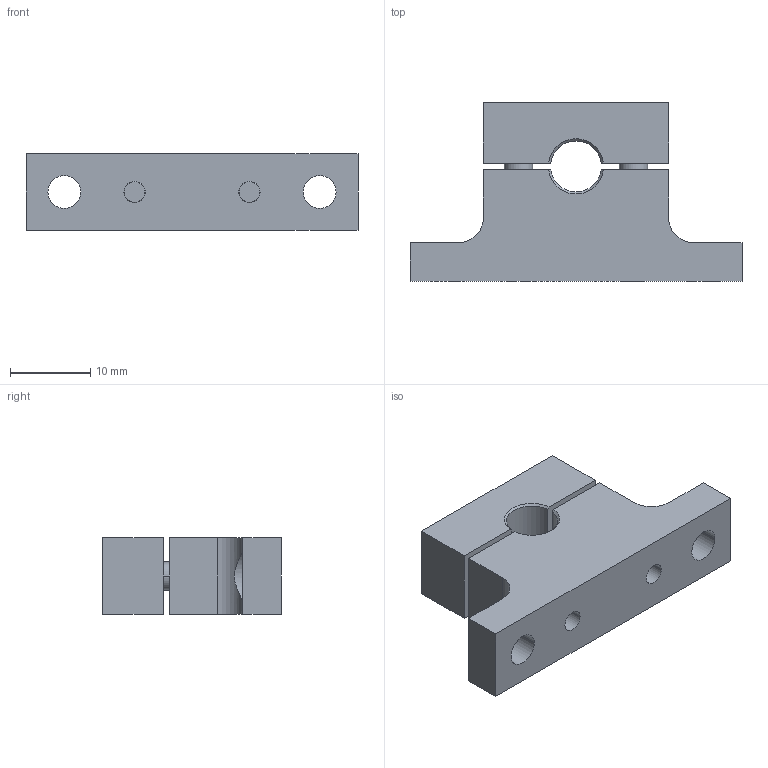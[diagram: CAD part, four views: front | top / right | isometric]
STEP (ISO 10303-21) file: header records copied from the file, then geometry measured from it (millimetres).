
FILE_DESCRIPTION (( 'STEP AP214' ), '1' );
FILE_NAME ('TMSSL-04.step', '2017-08-09T17:56:23', ( '' ), ( '' ), 'SwSTEP 2.0', 'SolidWorks 2017', '' );
FILE_SCHEMA (( 'AUTOMOTIVE_DESIGN' ));
Length unit declared in the file: inch
Products named in the file (1): TMSSL-04
Bounding box: 41.27 x 22.19 x 9.53 mm (x, y, z)
Volume: 5016.4 mm3; surface area: 3752.4 mm2
Topology: 4 solids, 4 shells, 93 faces, 239 edges, 156 vertices
Faces by surface type: plane 38, cylinder 31, cone 16, bspline 8
Entity records: 4465 total; most frequent: CARTESIAN_POINT 914, DIRECTION 471, ORIENTED_EDGE 470, EDGE_CURVE 235, AXIS2_PLACEMENT_3D 181, VERTEX_POINT 156, EDGE_LOOP 111, VECTOR 109
